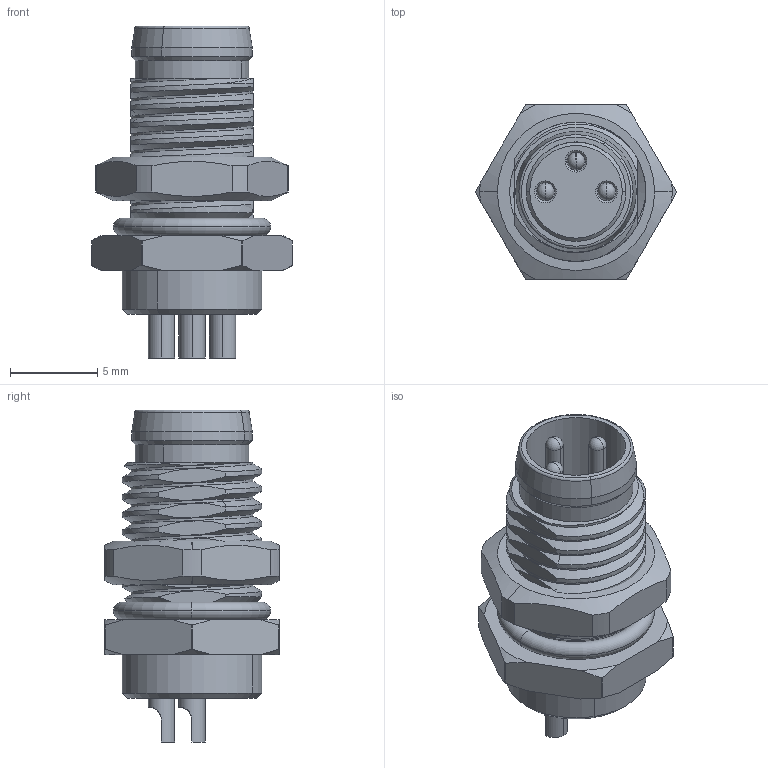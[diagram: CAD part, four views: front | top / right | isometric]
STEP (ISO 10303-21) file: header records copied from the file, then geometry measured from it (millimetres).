
FILE_DESCRIPTION((''),'2;1');
FILE_NAME('FM8ST0405-A03P104W00_ASM','2025-09-21T',('gongcheng16'),(''),'PRO/ENGINEER BY PARAMETRIC TECHNOLOGY CORPORATION, 2010280','PRO/ENGINEER BY PARAMETRIC TECHNOLOGY CORPORATION, 2010280','');
FILE_SCHEMA(('CONFIG_CONTROL_DESIGN'));
Length unit declared in the file: millimetre
Products named in the file (7): SHELL15T_3_W3; O-RING5T_3_W3; M8-1221A13331T_3_W3; HOUSING-3P15T_3_W3; PRT0002_W3; GULE_3_W3; FM8ST0405-A03P104W00_ASM
Assembly tree (8 placements, depth 2):
  FM8ST0405-A03P104W00_ASM
    SHELL15T_3_W3
    O-RING5T_3_W3
    M8-1221A13331T_3_W3
    HOUSING-3P15T_3_W3
    PRT0002_W3  x3
    GULE_3_W3
Bounding box: 11.5 x 10 x 19 mm (x, y, z)
Volume: 784.7 mm3; surface area: 3027.1 mm2
Topology: 8 solids, 15 shells, 480 faces, 1139 edges, 703 vertices
Faces by surface type: cylinder 209, plane 122, cone 112, bspline 15, sphere 12, torus 10
Entity records: 17061 total; most frequent: CARTESIAN_POINT 7301, DIRECTION 2049, ORIENTED_EDGE 1966, EDGE_CURVE 983, AXIS2_PLACEMENT_3D 839, VERTEX_POINT 623, EDGE_LOOP 472, CIRCLE 419
